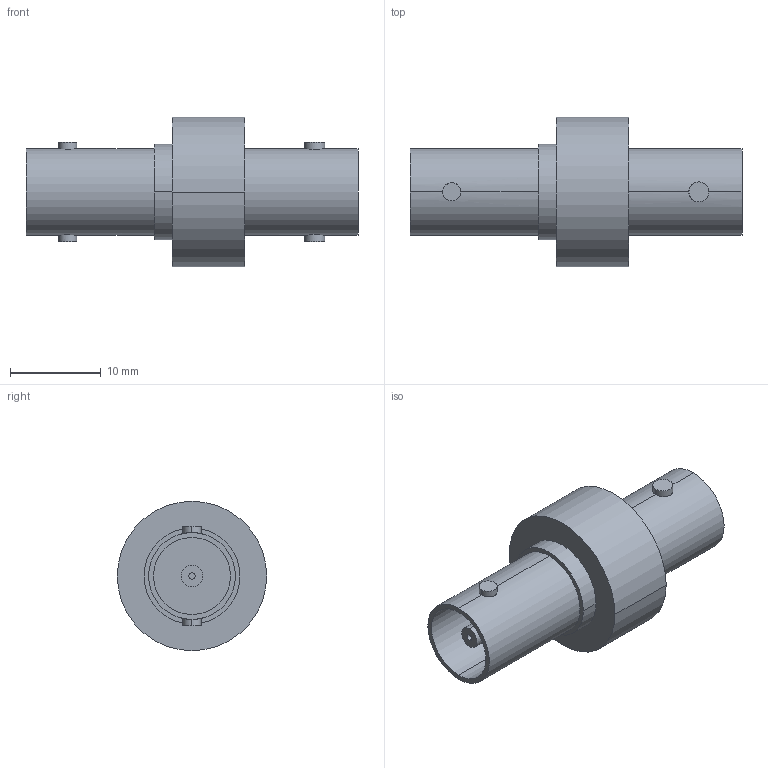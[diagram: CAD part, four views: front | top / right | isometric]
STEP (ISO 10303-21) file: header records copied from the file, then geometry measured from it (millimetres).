
FILE_DESCRIPTION (( 'STEP AP214' ), '1' );
FILE_NAME ('242-MHVD50.STEP', '2014-11-21T13:19:42', ( 'allectra' ), ( 'Microsoft' ), 'SwSTEP 2.0', 'SolidWorks 2014', '' );
FILE_SCHEMA (( 'AUTOMOTIVE_DESIGN' ));
Length unit declared in the file: millimetre
Products named in the file (1): 242-MHVD50
Bounding box: 36.67 x 16.5 x 16.5 mm (x, y, z)
Volume: 1310.1 mm3; surface area: 3829.6 mm2
Topology: 2 solids, 3 shells, 54 faces, 106 edges, 68 vertices
Faces by surface type: cylinder 34, plane 20
Entity records: 2161 total; most frequent: CARTESIAN_POINT 365, DIRECTION 268, ORIENTED_EDGE 212, AXIS2_PLACEMENT_3D 115, EDGE_CURVE 106, VERTEX_POINT 68, EDGE_LOOP 64, CIRCLE 60
